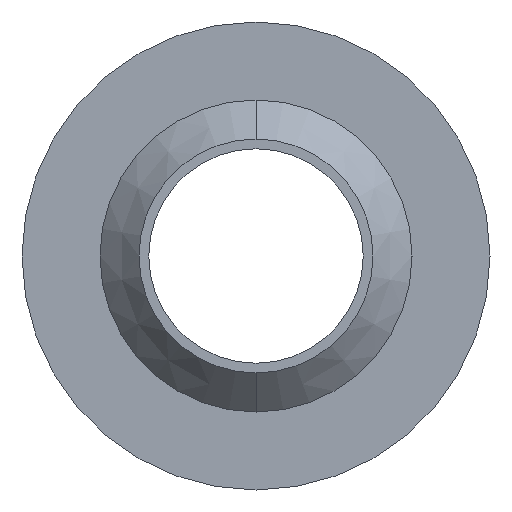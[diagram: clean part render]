
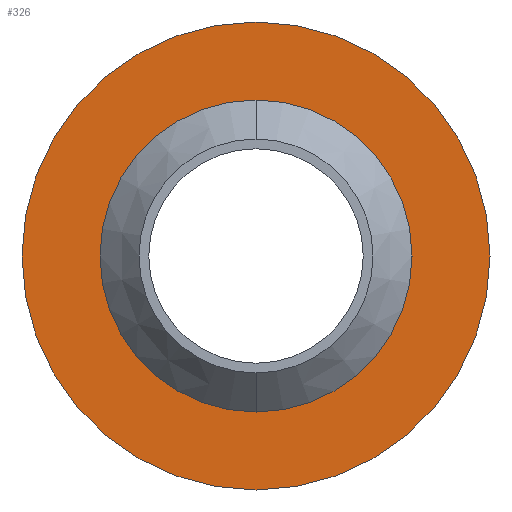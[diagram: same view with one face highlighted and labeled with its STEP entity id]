
A CAD part, front view. The second image highlights one B-rep face of the part: STEP entity #326.
In plain terms, the highlighted planar face has unit normal (0, -1, 0).
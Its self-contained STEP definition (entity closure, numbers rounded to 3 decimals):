
#7 = CARTESIAN_POINT ( 'NONE',  ( 0., 12., -3.5 ) ) ;
#17 = EDGE_LOOP ( 'NONE', ( #369, #421 ) ) ;
#27 = ORIENTED_EDGE ( 'NONE', *, *, #101, .T. ) ;
#47 = EDGE_LOOP ( 'NONE', ( #506, #27 ) ) ;
#48 = CARTESIAN_POINT ( 'NONE',  ( -6., 12., 0. ) ) ;
#60 = VERTEX_POINT ( 'NONE', #157 ) ;
#101 = EDGE_CURVE ( 'NONE', #288, #60, #341, .T. ) ;
#105 = AXIS2_PLACEMENT_3D ( 'NONE', #336, #379, #236 ) ;
#144 = DIRECTION ( 'NONE',  ( 0., 0., -1. ) ) ;
#152 = DIRECTION ( 'NONE',  ( 0., 0., 1. ) ) ;
#157 = CARTESIAN_POINT ( 'NONE',  ( 0., 12., -6. ) ) ;
#206 = DIRECTION ( 'NONE',  ( 0., -1., 0. ) ) ;
#236 = DIRECTION ( 'NONE',  ( 0., 0., -1. ) ) ;
#240 = FACE_BOUND ( 'NONE', #17, .T. ) ;
#242 = DIRECTION ( 'NONE',  ( 0., -1., 0. ) ) ;
#256 = CARTESIAN_POINT ( 'NONE',  ( 0., 12., 0. ) ) ;
#263 = VERTEX_POINT ( 'NONE', #343 ) ;
#265 = AXIS2_PLACEMENT_3D ( 'NONE', #256, #387, #432 ) ;
#288 = VERTEX_POINT ( 'NONE', #339 ) ;
#295 = FACE_OUTER_BOUND ( 'NONE', #47, .T. ) ;
#303 = PLANE ( 'NONE',  #374 ) ;
#315 = VERTEX_POINT ( 'NONE', #7 ) ;
#326 = ADVANCED_FACE ( 'NONE', ( #240, #295 ), #303, .F. ) ;
#333 = EDGE_CURVE ( 'NONE', #263, #315, #549, .T. ) ;
#336 = CARTESIAN_POINT ( 'NONE',  ( 0., 12., 0. ) ) ;
#339 = CARTESIAN_POINT ( 'NONE',  ( 0., 12., 6. ) ) ;
#341 = CIRCLE ( 'NONE', #265, 6. ) ;
#343 = CARTESIAN_POINT ( 'NONE',  ( 0., 12., 3.5 ) ) ;
#346 = CIRCLE ( 'NONE', #105, 6. ) ;
#369 = ORIENTED_EDGE ( 'NONE', *, *, #492, .F. ) ;
#374 = AXIS2_PLACEMENT_3D ( 'NONE', #48, #424, #152 ) ;
#375 = CARTESIAN_POINT ( 'NONE',  ( 0., 12., 0. ) ) ;
#379 = DIRECTION ( 'NONE',  ( 0., -1., 0. ) ) ;
#387 = DIRECTION ( 'NONE',  ( 0., -1., 0. ) ) ;
#421 = ORIENTED_EDGE ( 'NONE', *, *, #333, .F. ) ;
#424 = DIRECTION ( 'NONE',  ( 0., 1., 0. ) ) ;
#427 = AXIS2_PLACEMENT_3D ( 'NONE', #375, #242, #144 ) ;
#432 = DIRECTION ( 'NONE',  ( 0., 0., -1. ) ) ;
#469 = CARTESIAN_POINT ( 'NONE',  ( 0., 12., 0. ) ) ;
#492 = EDGE_CURVE ( 'NONE', #315, #263, #566, .T. ) ;
#506 = ORIENTED_EDGE ( 'NONE', *, *, #573, .T. ) ;
#549 = CIRCLE ( 'NONE', #574, 3.5 ) ;
#552 = DIRECTION ( 'NONE',  ( 0., 0., -1. ) ) ;
#566 = CIRCLE ( 'NONE', #427, 3.5 ) ;
#573 = EDGE_CURVE ( 'NONE', #60, #288, #346, .T. ) ;
#574 = AXIS2_PLACEMENT_3D ( 'NONE', #469, #206, #552 ) ;
